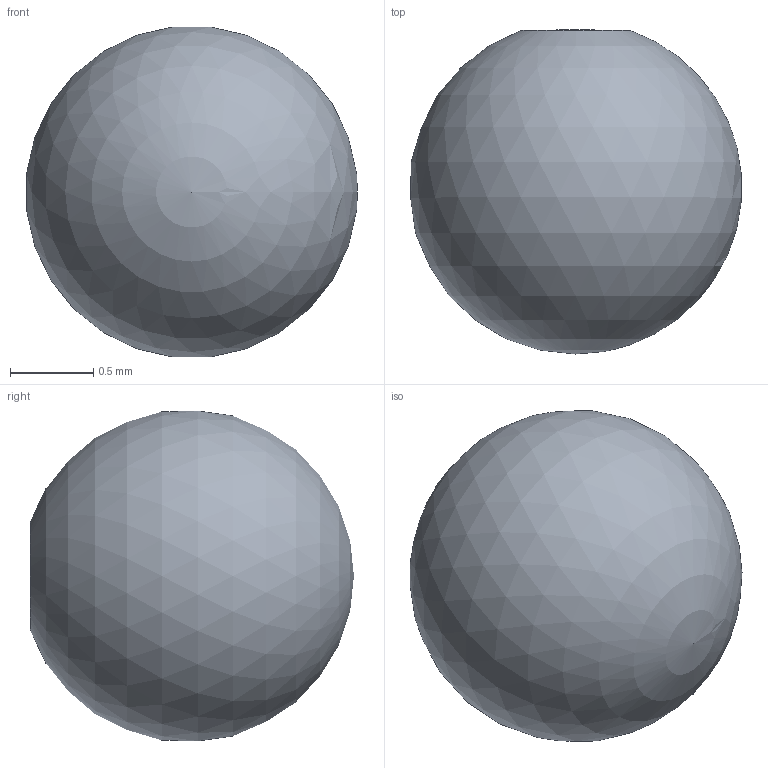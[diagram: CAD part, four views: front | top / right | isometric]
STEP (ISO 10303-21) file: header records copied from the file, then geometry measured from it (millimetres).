
FILE_DESCRIPTION(('FreeCAD Model'),'2;1');
FILE_NAME('Open CASCADE Shape Model','2023-08-03T14:36:29',('Author'),( ''),'Open CASCADE STEP processor 7.6','FreeCAD','Unknown');
FILE_SCHEMA(('AUTOMOTIVE_DESIGN { 1 0 10303 214 1 1 1 1 }'));
Length unit declared in the file: millimetre
Products named in the file (1): Revolution
Bounding box: 1.99 x 1.95 x 1.98 mm (x, y, z)
Volume: 4 mm3; surface area: 14 mm2
Topology: 1 solids, 1 shells, 5 faces, 9 edges, 5 vertices
Faces by surface type: torus 2, plane 1, sphere 1, cylinder 1
Full cylindrical faces by diameter (mm): 0.5 x1
Entity records: 247 total; most frequent: DIRECTION 43, CARTESIAN_POINT 35, ORIENTED_EDGE 16, PCURVE 16, DEFINITIONAL_REPRESENTATION 16, LINE 16, VECTOR 16, AXIS2_PLACEMENT_3D 13
